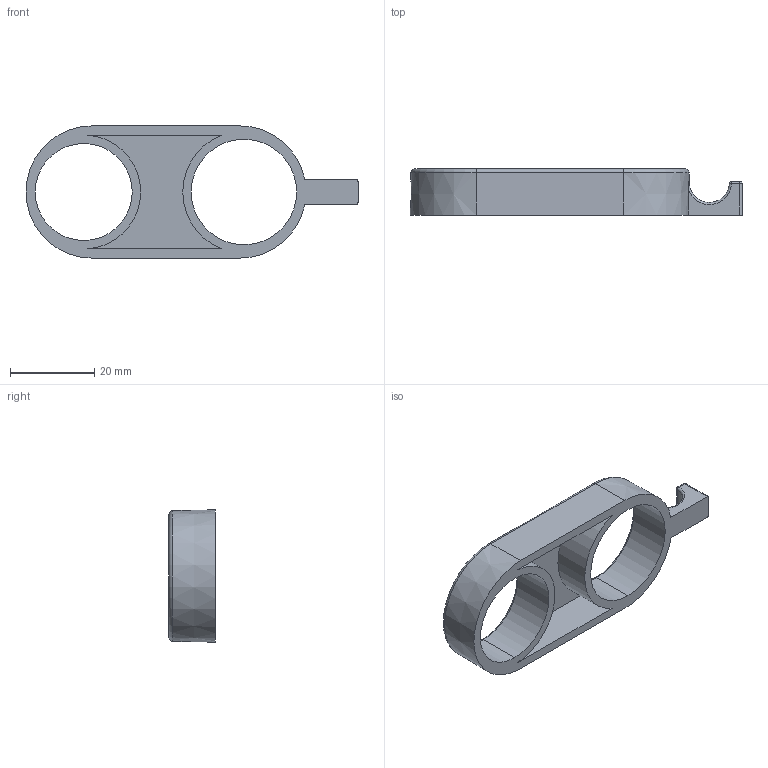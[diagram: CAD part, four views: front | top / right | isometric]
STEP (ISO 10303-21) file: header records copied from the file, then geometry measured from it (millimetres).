
FILE_DESCRIPTION (( 'STEP AP214' ), '1' );
FILE_NAME ('NTRET_STEP_V11222.STEP', '2022-12-06T08:11:18', ( '' ), ( '' ), 'SwSTEP 2.0', 'SolidWorks 2019', '' );
FILE_SCHEMA (( 'AUTOMOTIVE_DESIGN' ));
Length unit declared in the file: millimetre
Products named in the file (1): NTRET_STEP_V11222
Bounding box: 78.75 x 11 x 31.38 mm (x, y, z)
Volume: 7024.6 mm3; surface area: 6850.5 mm2
Topology: 1 solids, 1 shells, 45 faces, 111 edges, 63 vertices
Faces by surface type: cylinder 17, plane 11, torus 9, sphere 4, cone 2, bspline 2
Entity records: 1373 total; most frequent: CARTESIAN_POINT 286, DIRECTION 239, ORIENTED_EDGE 210, EDGE_CURVE 105, AXIS2_PLACEMENT_3D 100, VERTEX_POINT 63, CIRCLE 56, EDGE_LOOP 50
